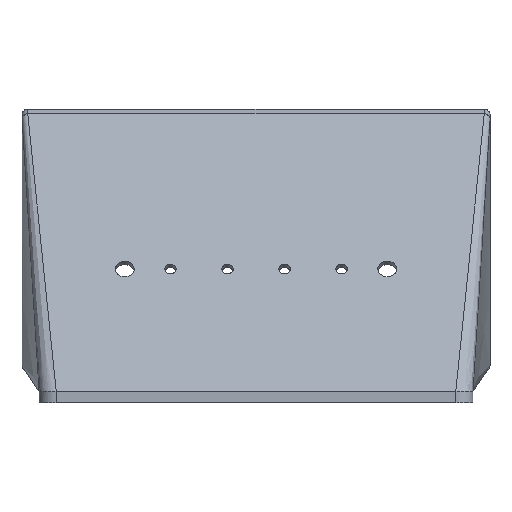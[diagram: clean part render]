
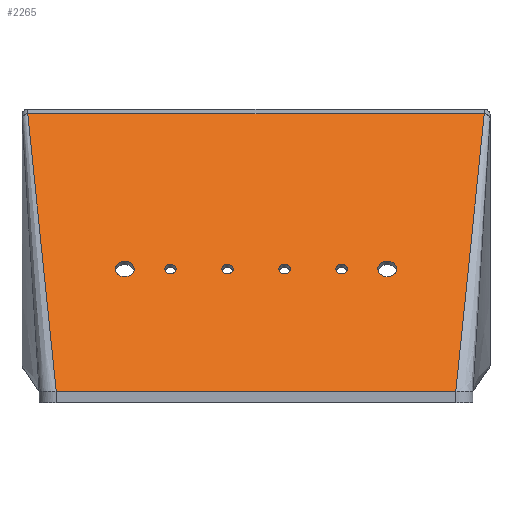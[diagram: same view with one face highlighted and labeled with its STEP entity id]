
A CAD part, front view. The second image highlights one B-rep face of the part: STEP entity #2265.
In plain terms, the highlighted planar face has unit normal (0, -0.824, 0.566).
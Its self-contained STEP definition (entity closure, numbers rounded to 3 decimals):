
#131=FACE_BOUND('',#465,.T.);
#132=FACE_BOUND('',#466,.T.);
#133=FACE_BOUND('',#467,.T.);
#134=FACE_BOUND('',#468,.T.);
#135=FACE_BOUND('',#469,.T.);
#136=FACE_BOUND('',#470,.T.);
#328=FACE_OUTER_BOUND('',#464,.T.);
#464=EDGE_LOOP('',(#1765,#1766,#1767,#1768));
#465=EDGE_LOOP('',(#1769));
#466=EDGE_LOOP('',(#1770));
#467=EDGE_LOOP('',(#1771));
#468=EDGE_LOOP('',(#1772));
#469=EDGE_LOOP('',(#1773));
#470=EDGE_LOOP('',(#1774));
#656=LINE('',#3862,#830);
#657=LINE('',#3864,#831);
#658=LINE('',#3866,#832);
#659=LINE('',#3867,#833);
#830=VECTOR('',#2960,59.191);
#831=VECTOR('',#2961,10.);
#832=VECTOR('',#2962,10.);
#833=VECTOR('',#2963,10.);
#917=ELLIPSE('',#2452,1.,1.);
#918=ELLIPSE('',#2455,1.65,1.65);
#919=ELLIPSE('',#2458,1.,1.);
#920=ELLIPSE('',#2461,1.,1.);
#921=ELLIPSE('',#2464,1.,1.);
#922=ELLIPSE('',#2467,1.65,1.65);
#1019=VERTEX_POINT('',#3615);
#1021=VERTEX_POINT('',#3621);
#1023=VERTEX_POINT('',#3627);
#1025=VERTEX_POINT('',#3633);
#1027=VERTEX_POINT('',#3639);
#1029=VERTEX_POINT('',#3645);
#1062=VERTEX_POINT('',#3860);
#1063=VERTEX_POINT('',#3861);
#1064=VERTEX_POINT('',#3863);
#1065=VERTEX_POINT('',#3865);
#1266=EDGE_CURVE('',#1019,#1019,#917,.T.);
#1269=EDGE_CURVE('',#1021,#1021,#918,.T.);
#1272=EDGE_CURVE('',#1023,#1023,#919,.T.);
#1275=EDGE_CURVE('',#1025,#1025,#920,.T.);
#1278=EDGE_CURVE('',#1027,#1027,#921,.T.);
#1281=EDGE_CURVE('',#1029,#1029,#922,.T.);
#1328=EDGE_CURVE('',#1062,#1063,#656,.T.);
#1329=EDGE_CURVE('',#1063,#1064,#657,.T.);
#1330=EDGE_CURVE('',#1065,#1064,#658,.T.);
#1331=EDGE_CURVE('',#1065,#1062,#659,.T.);
#1765=ORIENTED_EDGE('',*,*,#1328,.T.);
#1766=ORIENTED_EDGE('',*,*,#1329,.T.);
#1767=ORIENTED_EDGE('',*,*,#1330,.F.);
#1768=ORIENTED_EDGE('',*,*,#1331,.T.);
#1769=ORIENTED_EDGE('',*,*,#1266,.T.);
#1770=ORIENTED_EDGE('',*,*,#1269,.T.);
#1771=ORIENTED_EDGE('',*,*,#1272,.T.);
#1772=ORIENTED_EDGE('',*,*,#1275,.T.);
#1773=ORIENTED_EDGE('',*,*,#1278,.T.);
#1774=ORIENTED_EDGE('',*,*,#1281,.T.);
#2174=PLANE('',#2482);
#2265=ADVANCED_FACE('',(#328,#131,#132,#133,#134,#135,#136),#2174,.T.);
#2452=AXIS2_PLACEMENT_3D('',#3617,#2861,#2862);
#2455=AXIS2_PLACEMENT_3D('',#3623,#2868,#2869);
#2458=AXIS2_PLACEMENT_3D('',#3629,#2875,#2876);
#2461=AXIS2_PLACEMENT_3D('',#3635,#2882,#2883);
#2464=AXIS2_PLACEMENT_3D('',#3641,#2889,#2890);
#2467=AXIS2_PLACEMENT_3D('',#3647,#2896,#2897);
#2482=AXIS2_PLACEMENT_3D('',#3859,#2958,#2959);
#2861=DIRECTION('center_axis',(0.,0.824,
-0.566));
#2862=DIRECTION('ref_axis',(0.,0.566,0.824));
#2868=DIRECTION('center_axis',(0.,0.824,
-0.566));
#2869=DIRECTION('ref_axis',(0.,0.566,0.824));
#2875=DIRECTION('center_axis',(0.,0.824,
-0.566));
#2876=DIRECTION('ref_axis',(0.,0.566,0.824));
#2882=DIRECTION('center_axis',(0.,0.824,
-0.566));
#2883=DIRECTION('ref_axis',(0.,0.566,0.824));
#2889=DIRECTION('center_axis',(0.,0.824,
-0.566));
#2890=DIRECTION('ref_axis',(0.,0.566,0.824));
#2896=DIRECTION('center_axis',(0.,0.824,
-0.566));
#2897=DIRECTION('ref_axis',(0.,0.566,0.824));
#2958=DIRECTION('center_axis',(0.,-0.824,
0.566));
#2959=DIRECTION('ref_axis',(1.,0.,0.));
#2960=DIRECTION('',(0.084,-0.564,-0.821));
#2961=DIRECTION('',(1.,0.,0.));
#2962=DIRECTION('',(-0.084,-0.564,-0.821));
#2963=DIRECTION('',(-1.,0.,0.));
#3615=CARTESIAN_POINT('',(4.,78.223,23.43));
#3617=CARTESIAN_POINT('Origin',(5.,78.223,23.43));
#3621=CARTESIAN_POINT('',(-24.65,78.223,23.43));
#3623=CARTESIAN_POINT('Origin',(-23.,78.223,23.43));
#3627=CARTESIAN_POINT('',(14.,78.223,23.43));
#3629=CARTESIAN_POINT('Origin',(15.,78.223,23.43));
#3633=CARTESIAN_POINT('',(-6.,78.223,23.43));
#3635=CARTESIAN_POINT('Origin',(-5.,78.223,23.43));
#3639=CARTESIAN_POINT('',(-16.,78.223,23.43));
#3641=CARTESIAN_POINT('Origin',(-15.,78.223,23.43));
#3645=CARTESIAN_POINT('',(21.35,78.223,23.43));
#3647=CARTESIAN_POINT('Origin',(23.,78.223,23.43));
#3859=CARTESIAN_POINT('Origin',(40.,96.898,50.612));
#3860=CARTESIAN_POINT('',(-40.,96.898,50.612));
#3861=CARTESIAN_POINT('',(-35.,63.5,2.));
#3862=CARTESIAN_POINT('',(-40.,96.898,50.612));
#3863=CARTESIAN_POINT('',(35.,63.5,2.));
#3864=CARTESIAN_POINT('',(-38.,63.5,2.));
#3865=CARTESIAN_POINT('',(40.,96.898,50.612));
#3866=CARTESIAN_POINT('',(40.,96.898,50.612));
#3867=CARTESIAN_POINT('',(40.,96.898,50.612));
